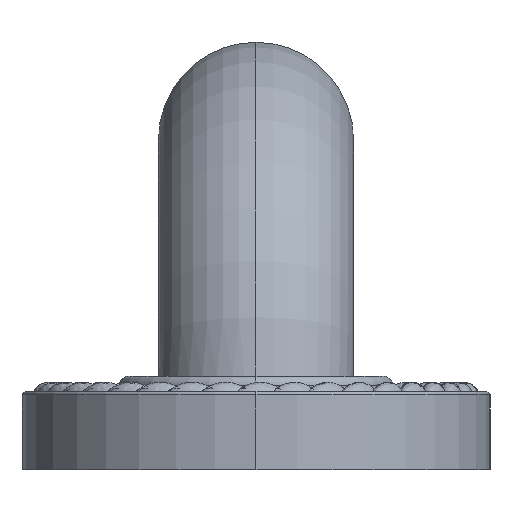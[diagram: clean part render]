
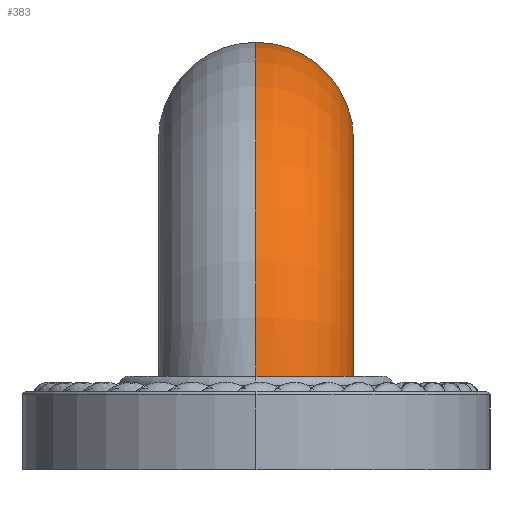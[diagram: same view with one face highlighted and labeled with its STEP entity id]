
A CAD part, left-side view. The second image highlights one B-rep face of the part: STEP entity #383.
In plain terms, the highlighted toroidal (fillet/blend) face has major radius 41.275 mm and minor radius 15.875 mm.
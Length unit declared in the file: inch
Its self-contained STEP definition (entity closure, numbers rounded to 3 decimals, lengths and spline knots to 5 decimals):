
#12=CARTESIAN_POINT('',(-11.36893,0.,0.6));
#46=CARTESIAN_POINT('',(-12.62231,0.,0.6));
#48=CARTESIAN_POINT('',(-12.62231,0.,0.6));
#49=CARTESIAN_POINT('',(-12.62231,-0.02049,0.6));
#50=CARTESIAN_POINT('',(-12.62031,-0.06124,0.6));
#51=CARTESIAN_POINT('',(-12.61128,-0.1221,0.6));
#52=CARTESIAN_POINT('',(-12.59638,-0.18154,0.6));
#53=CARTESIAN_POINT('',(-12.57563,-0.23949,0.6));
#54=CARTESIAN_POINT('',(-12.54942,-0.29488,0.6));
#55=CARTESIAN_POINT('',(-12.51776,-0.34767,0.6));
#56=CARTESIAN_POINT('',(-12.48119,-0.39694,0.6));
#57=CARTESIAN_POINT('',(-12.43988,-0.44251,0.6));
#58=CARTESIAN_POINT('',(-12.39428,-0.48379,0.6));
#59=CARTESIAN_POINT('',(-12.34493,-0.52037,0.6));
#60=CARTESIAN_POINT('',(-12.29204,-0.55204,0.6));
#61=CARTESIAN_POINT('',(-12.23653,-0.57827,0.6));
#62=CARTESIAN_POINT('',(-12.1784,-0.59904,0.6));
#63=CARTESIAN_POINT('',(-12.11877,-0.61396,0.6));
#64=CARTESIAN_POINT('',(-12.05772,-0.623,0.6));
#65=CARTESIAN_POINT('',(-11.99617,-0.626,0.6));
#66=CARTESIAN_POINT('',(-11.93459,-0.62298,0.6));
#67=CARTESIAN_POINT('',(-11.87348,-0.61391,0.6));
#68=CARTESIAN_POINT('',(-11.81374,-0.59895,0.6));
#69=CARTESIAN_POINT('',(-11.75548,-0.57812,0.6));
#70=CARTESIAN_POINT('',(-11.69982,-0.55181,0.6));
#71=CARTESIAN_POINT('',(-11.64676,-0.52004,0.6));
#72=CARTESIAN_POINT('',(-11.59728,-0.48337,0.6));
#73=CARTESIAN_POINT('',(-11.55154,-0.44198,0.6));
#74=CARTESIAN_POINT('',(-11.51013,-0.39634,0.6));
#75=CARTESIAN_POINT('',(-11.47348,-0.34701,0.6));
#76=CARTESIAN_POINT('',(-11.44178,-0.2942,0.6));
#77=CARTESIAN_POINT('',(-11.41556,-0.23886,0.6));
#78=CARTESIAN_POINT('',(-11.39482,-0.18099,0.6));
#79=CARTESIAN_POINT('',(-11.37995,-0.12171,0.6));
#80=CARTESIAN_POINT('',(-11.37093,-0.06103,0.6));
#81=CARTESIAN_POINT('',(-11.36893,-0.02041,0.6));
#82=CARTESIAN_POINT('',(-11.36893,0.,0.6));
#104=CARTESIAN_POINT('',(-10.375,0.,0.49));
#105=DIRECTION('',(0.,1.,0.));
#106=DIRECTION('',(-0.994,0.,0.11));
#107=AXIS2_PLACEMENT_3D('',#104,#105,#106);
#109=CARTESIAN_POINT('',(-10.375,0.,0.49));
#110=DIRECTION('',(0.,1.,0.));
#111=DIRECTION('',(-0.999,0.,0.049));
#112=AXIS2_PLACEMENT_3D('',#109,#110,#111);
#123=CARTESIAN_POINT('',(-10.375,0.,2.115));
#124=DIRECTION('',(1.,0.,0.));
#125=DIRECTION('',(0.,0.,1.));
#126=AXIS2_PLACEMENT_3D('',#123,#124,#125);
#298=CARTESIAN_POINT('',(-10.375,0.,1.49));
#299=CARTESIAN_POINT('',(-10.375,0.,2.74));
#300=VERTEX_POINT('',#298);
#301=VERTEX_POINT('',#299);
#306=VERTEX_POINT('',#12);
#307=VERTEX_POINT('',#46);
#371=CARTESIAN_POINT('',(-10.375,0.,0.49));
#372=DIRECTION('',(0.,1.,0.));
#373=DIRECTION('',(1.,0.,0.));
#374=AXIS2_PLACEMENT_3D('',#371,#372,#373);
#375=TOROIDAL_SURFACE('',#374,1.625,0.625);
#376=ORIENTED_EDGE('',*,*,#323,.F.);
#377=ORIENTED_EDGE('',*,*,#366,.T.);
#379=ORIENTED_EDGE('',*,*,#378,.T.);
#380=ORIENTED_EDGE('',*,*,#362,.F.);
#381=EDGE_LOOP('',(#376,#377,#379,#380));
#382=FACE_OUTER_BOUND('',#381,.F.);
#383=ADVANCED_FACE('',(#382),#375,.T.);
#83=B_SPLINE_CURVE_WITH_KNOTS('',3,(#48,#49,#50,#51,#52,#53,#54,#55,#56,#57,#58,
#59,#60,#61,#62,#63,#64,#65,#66,#67,#68,#69,#70,#71,#72,#73,#74,#75,#76,#77,#78,
#79,#80,#81,#82),.UNSPECIFIED.,.F.,.F.,(4,1,1,1,1,1,1,1,1,1,1,1,1,1,1,1,1,1,1,1,
1,1,1,1,1,1,1,1,1,1,1,1,4),(0.,0.03125,0.0625,0.09375,0.125,0.15625,
0.1875,0.21875,0.25,0.28125,0.3125,0.34375,0.375,0.40625,
0.4375,0.46875,0.5,0.53125,0.5625,0.59375,0.625,0.65625,
0.6875,0.71875,0.75,0.78125,0.8125,0.84375,0.875,0.90625,
0.9375,0.96875,1.),.UNSPECIFIED.);
#108=CIRCLE('',#107,1.);
#113=CIRCLE('',#112,2.25);
#127=CIRCLE('',#126,0.625);
#323=EDGE_CURVE('',#307,#306,#83,.T.);
#362=EDGE_CURVE('',#306,#300,#108,.T.);
#366=EDGE_CURVE('',#307,#301,#113,.T.);
#378=EDGE_CURVE('',#301,#300,#127,.T.);
